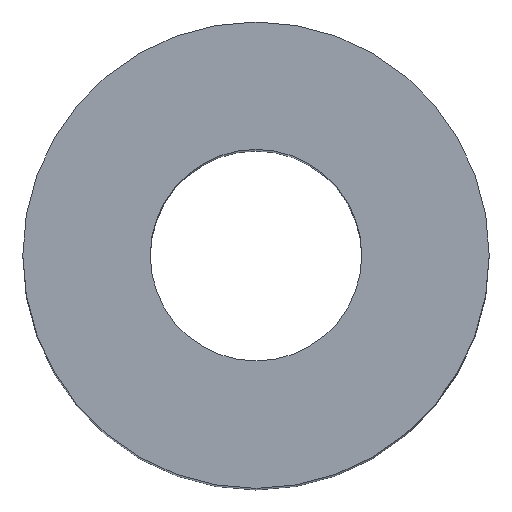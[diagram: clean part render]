
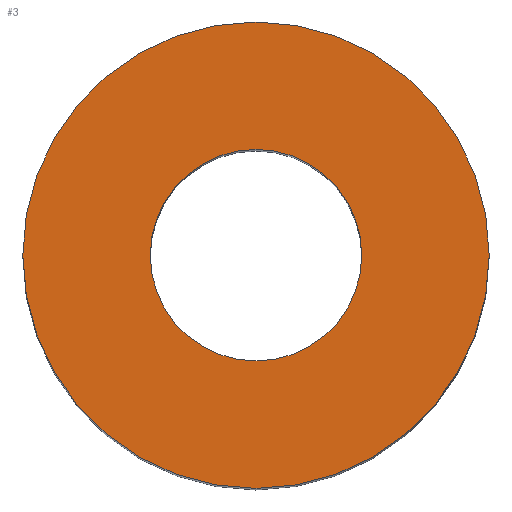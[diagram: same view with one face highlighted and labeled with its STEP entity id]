
A CAD part, top view. The second image highlights one B-rep face of the part: STEP entity #3.
In plain terms, the highlighted planar face has unit normal (0, 0, 1).
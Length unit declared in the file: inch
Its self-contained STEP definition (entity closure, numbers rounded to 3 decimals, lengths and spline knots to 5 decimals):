
#3 = ADVANCED_FACE ( 'NONE', ( #174, #242 ), #73, .T. ) ;
#17 = DIRECTION ( 'NONE',  ( 0., 0., 1. ) ) ;
#18 = DIRECTION ( 'NONE',  ( 1., 0., 0. ) ) ;
#37 = CARTESIAN_POINT ( 'NONE',  ( -0.22655, 0., 0. ) ) ;
#38 = CARTESIAN_POINT ( 'NONE',  ( -0.4995, 0., 0. ) ) ;
#42 = CARTESIAN_POINT ( 'NONE',  ( 0., 0., 0. ) ) ;
#44 = CARTESIAN_POINT ( 'NONE',  ( 0.22655, 0., 0. ) ) ;
#51 = CARTESIAN_POINT ( 'NONE',  ( 0., 0., 0. ) ) ;
#58 = DIRECTION ( 'NONE',  ( 0., 0., 1. ) ) ;
#63 = DIRECTION ( 'NONE',  ( 1., 0., 0. ) ) ;
#64 = CARTESIAN_POINT ( 'NONE',  ( 0., 0., 0. ) ) ;
#66 = DIRECTION ( 'NONE',  ( 0., 0., 1. ) ) ;
#67 = DIRECTION ( 'NONE',  ( 0., 0., 1. ) ) ;
#68 = DIRECTION ( 'NONE',  ( 1., 0., 0. ) ) ;
#69 = DIRECTION ( 'NONE',  ( 0., 0., 1. ) ) ;
#73 = PLANE ( 'NONE',  #124 ) ;
#78 = DIRECTION ( 'NONE',  ( 1., 0., 0. ) ) ;
#80 = CARTESIAN_POINT ( 'NONE',  ( 0., 0., 0. ) ) ;
#82 = VERTEX_POINT ( 'NONE', #95 ) ;
#94 = DIRECTION ( 'NONE',  ( 1., 0., 0. ) ) ;
#95 = CARTESIAN_POINT ( 'NONE',  ( 0.4995, 0., 0. ) ) ;
#98 = VERTEX_POINT ( 'NONE', #37 ) ;
#99 = VERTEX_POINT ( 'NONE', #38 ) ;
#105 = VERTEX_POINT ( 'NONE', #44 ) ;
#107 = CARTESIAN_POINT ( 'NONE',  ( 0., -1.10447, 0. ) ) ;
#124 = AXIS2_PLACEMENT_3D ( 'NONE', #107, #17, #18 ) ;
#125 = EDGE_CURVE ( 'NONE', #82, #99, #182, .T. ) ;
#129 = AXIS2_PLACEMENT_3D ( 'NONE', #51, #69, #78 ) ;
#131 = AXIS2_PLACEMENT_3D ( 'NONE', #80, #67, #94 ) ;
#133 = AXIS2_PLACEMENT_3D ( 'NONE', #42, #58, #63 ) ;
#140 = AXIS2_PLACEMENT_3D ( 'NONE', #64, #66, #68 ) ;
#143 = EDGE_CURVE ( 'NONE', #105, #98, #177, .T. ) ;
#146 = EDGE_CURVE ( 'NONE', #98, #105, #166, .T. ) ;
#150 = EDGE_CURVE ( 'NONE', #99, #82, #178, .T. ) ;
#166 = CIRCLE ( 'NONE', #129, 0.22655 ) ;
#170 = EDGE_LOOP ( 'NONE', ( #203, #188 ) ) ;
#174 = FACE_BOUND ( 'NONE', #170, .T. ) ;
#177 = CIRCLE ( 'NONE', #140, 0.22655 ) ;
#178 = CIRCLE ( 'NONE', #131, 0.4995 ) ;
#182 = CIRCLE ( 'NONE', #133, 0.4995 ) ;
#186 = EDGE_LOOP ( 'NONE', ( #202, #235 ) ) ;
#188 = ORIENTED_EDGE ( 'NONE', *, *, #146, .F. ) ;
#202 = ORIENTED_EDGE ( 'NONE', *, *, #125, .T. ) ;
#203 = ORIENTED_EDGE ( 'NONE', *, *, #143, .F. ) ;
#235 = ORIENTED_EDGE ( 'NONE', *, *, #150, .T. ) ;
#242 = FACE_OUTER_BOUND ( 'NONE', #186, .T. ) ;
